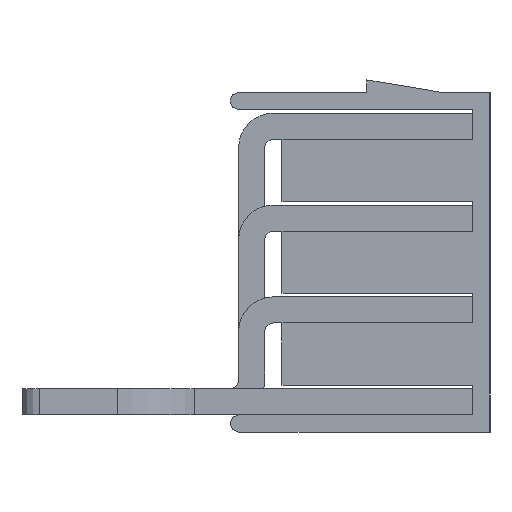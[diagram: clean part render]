
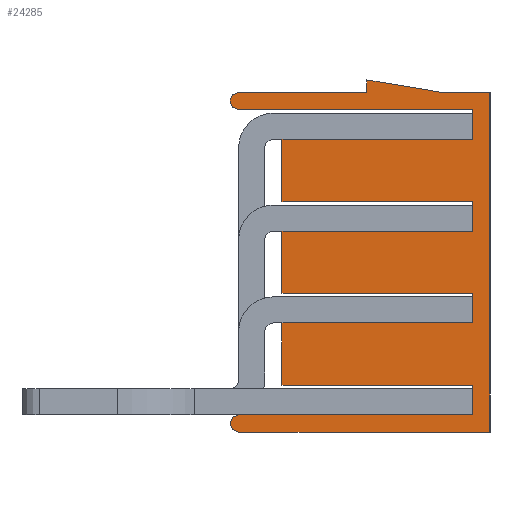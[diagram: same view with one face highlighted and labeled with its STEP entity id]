
A CAD part, left-side view. The second image highlights one B-rep face of the part: STEP entity #24285.
In plain terms, the highlighted planar face has unit normal (-1, 0, 0).
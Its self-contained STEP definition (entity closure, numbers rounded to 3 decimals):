
#18=CARTESIAN_POINT('',(-500.,7.4,9.3));
#19=DIRECTION('',(1.,0.,0.));
#20=DIRECTION('',(0.,0.,-1.));
#21=AXIS2_PLACEMENT_3D('',#18,#19,#20);
#23=DIRECTION('',(0.,-0.986,-0.164));
#24=VECTOR('',#23,4.362);
#25=CARTESIAN_POINT('',(-500.,0.,10.517));
#26=LINE('',#25,#24);
#27=CARTESIAN_POINT('',(-500.,7.4,-9.3));
#28=DIRECTION('',(1.,0.,0.));
#29=DIRECTION('',(0.,0.,-1.));
#30=AXIS2_PLACEMENT_3D('',#27,#28,#29);
#326=DIRECTION('',(0.,1.,0.));
#327=VECTOR('',#326,11.);
#328=CARTESIAN_POINT('',(-500.,-6.1,7.1));
#329=LINE('',#328,#327);
#446=DIRECTION('',(0.,0.,-1.));
#447=VECTOR('',#446,3.6);
#448=CARTESIAN_POINT('',(-500.,4.9,7.1));
#449=LINE('',#448,#447);
#558=DIRECTION('',(0.,-1.,0.));
#559=VECTOR('',#558,11.);
#560=CARTESIAN_POINT('',(-500.,4.9,3.5));
#561=LINE('',#560,#559);
#578=DIRECTION('',(0.,0.,-1.));
#579=VECTOR('',#578,1.7);
#580=CARTESIAN_POINT('',(-500.,-6.1,3.5));
#581=LINE('',#580,#579);
#1066=DIRECTION('',(0.,1.,0.));
#1067=VECTOR('',#1066,11.);
#1068=CARTESIAN_POINT('',(-500.,-6.1,1.8));
#1069=LINE('',#1068,#1067);
#1186=DIRECTION('',(0.,0.,-1.));
#1187=VECTOR('',#1186,3.6);
#1188=CARTESIAN_POINT('',(-500.,4.9,1.8));
#1189=LINE('',#1188,#1187);
#1298=DIRECTION('',(0.,-1.,0.));
#1299=VECTOR('',#1298,11.);
#1300=CARTESIAN_POINT('',(-500.,4.9,-1.8));
#1301=LINE('',#1300,#1299);
#1318=DIRECTION('',(0.,0.,-1.));
#1319=VECTOR('',#1318,1.7);
#1320=CARTESIAN_POINT('',(-500.,-6.1,-1.8));
#1321=LINE('',#1320,#1319);
#1806=DIRECTION('',(0.,1.,0.));
#1807=VECTOR('',#1806,11.);
#1808=CARTESIAN_POINT('',(-500.,-6.1,-3.5));
#1809=LINE('',#1808,#1807);
#1926=DIRECTION('',(0.,0.,-1.));
#1927=VECTOR('',#1926,3.6);
#1928=CARTESIAN_POINT('',(-500.,4.9,-3.5));
#1929=LINE('',#1928,#1927);
#2038=DIRECTION('',(0.,-1.,0.));
#2039=VECTOR('',#2038,11.);
#2040=CARTESIAN_POINT('',(-500.,4.9,-7.1));
#2041=LINE('',#2040,#2039);
#2058=DIRECTION('',(0.,0.,-1.));
#2059=VECTOR('',#2058,1.7);
#2060=CARTESIAN_POINT('',(-500.,-6.1,-7.1));
#2061=LINE('',#2060,#2059);
#2710=DIRECTION('',(0.,1.,0.));
#2711=VECTOR('',#2710,13.5);
#2712=CARTESIAN_POINT('',(-500.,-6.1,-8.8));
#2713=LINE('',#2712,#2711);
#5538=DIRECTION('',(0.,-1.,0.));
#5539=VECTOR('',#5538,7.6);
#5540=CARTESIAN_POINT('',(-500.,7.4,-9.8));
#5541=LINE('',#5540,#5539);
#5546=DIRECTION('',(0.,-1.,0.));
#5547=VECTOR('',#5546,6.9);
#5548=CARTESIAN_POINT('',(-500.,-0.2,-9.8));
#5549=LINE('',#5548,#5547);
#5554=DIRECTION('',(0.,0.,1.));
#5555=VECTOR('',#5554,19.6);
#5556=CARTESIAN_POINT('',(-500.,-7.1,-9.8));
#5557=LINE('',#5556,#5555);
#5562=DIRECTION('',(0.,1.,0.));
#5563=VECTOR('',#5562,2.797);
#5564=CARTESIAN_POINT('',(-500.,-7.1,9.8));
#5565=LINE('',#5564,#5563);
#5574=DIRECTION('',(0.,0.,-1.));
#5575=VECTOR('',#5574,0.717);
#5576=CARTESIAN_POINT('',(-500.,0.,10.517));
#5577=LINE('',#5576,#5575);
#5582=DIRECTION('',(0.,1.,0.));
#5583=VECTOR('',#5582,7.4);
#5584=CARTESIAN_POINT('',(-500.,0.,9.8));
#5585=LINE('',#5584,#5583);
#5594=DIRECTION('',(0.,-1.,0.));
#5595=VECTOR('',#5594,13.5);
#5596=CARTESIAN_POINT('',(-500.,7.4,8.8));
#5597=LINE('',#5596,#5595);
#5618=DIRECTION('',(0.,0.,-1.));
#5619=VECTOR('',#5618,1.7);
#5620=CARTESIAN_POINT('',(-500.,-6.1,8.8));
#5621=LINE('',#5620,#5619);
#18566=CARTESIAN_POINT('',(-500.,-6.1,7.1));
#18567=CARTESIAN_POINT('',(-500.,4.9,7.1));
#18568=VERTEX_POINT('',#18566);
#18569=VERTEX_POINT('',#18567);
#18570=CARTESIAN_POINT('',(-500.,-6.1,8.8));
#18571=VERTEX_POINT('',#18570);
#18572=CARTESIAN_POINT('',(-500.,7.4,8.8));
#18573=VERTEX_POINT('',#18572);
#18574=CARTESIAN_POINT('',(-500.,7.4,9.8));
#18575=VERTEX_POINT('',#18574);
#18576=CARTESIAN_POINT('',(-500.,0.,9.8));
#18577=VERTEX_POINT('',#18576);
#18578=CARTESIAN_POINT('',(-500.,0.,10.517));
#18579=VERTEX_POINT('',#18578);
#18580=CARTESIAN_POINT('',(-500.,-4.303,9.8));
#18581=VERTEX_POINT('',#18580);
#18582=CARTESIAN_POINT('',(-500.,-7.1,9.8));
#18583=VERTEX_POINT('',#18582);
#18584=CARTESIAN_POINT('',(-500.,-7.1,-9.8));
#18585=VERTEX_POINT('',#18584);
#18586=CARTESIAN_POINT('',(-500.,-0.2,-9.8));
#18587=VERTEX_POINT('',#18586);
#18588=CARTESIAN_POINT('',(-500.,7.4,-9.8));
#18589=VERTEX_POINT('',#18588);
#18590=CARTESIAN_POINT('',(-500.,7.4,-8.8));
#18591=VERTEX_POINT('',#18590);
#18592=CARTESIAN_POINT('',(-500.,-6.1,-8.8));
#18593=VERTEX_POINT('',#18592);
#18594=CARTESIAN_POINT('',(-500.,-6.1,-7.1));
#18595=VERTEX_POINT('',#18594);
#18596=CARTESIAN_POINT('',(-500.,4.9,-7.1));
#18597=VERTEX_POINT('',#18596);
#18598=CARTESIAN_POINT('',(-500.,4.9,-3.5));
#18599=VERTEX_POINT('',#18598);
#18600=CARTESIAN_POINT('',(-500.,-6.1,-3.5));
#18601=VERTEX_POINT('',#18600);
#18602=CARTESIAN_POINT('',(-500.,-6.1,-1.8));
#18603=VERTEX_POINT('',#18602);
#18604=CARTESIAN_POINT('',(-500.,4.9,-1.8));
#18605=VERTEX_POINT('',#18604);
#18606=CARTESIAN_POINT('',(-500.,4.9,1.8));
#18607=VERTEX_POINT('',#18606);
#18608=CARTESIAN_POINT('',(-500.,-6.1,1.8));
#18609=VERTEX_POINT('',#18608);
#18610=CARTESIAN_POINT('',(-500.,-6.1,3.5));
#18611=VERTEX_POINT('',#18610);
#18612=CARTESIAN_POINT('',(-500.,4.9,3.5));
#18613=VERTEX_POINT('',#18612);
#24230=CARTESIAN_POINT('',(-500.,0.403,0.359));
#24231=DIRECTION('',(1.,0.,0.));
#24232=DIRECTION('',(0.,0.,-1.));
#24233=AXIS2_PLACEMENT_3D('',#24230,#24231,#24232);
#24234=PLANE('',#24233);
#24236=ORIENTED_EDGE('',*,*,#24235,.F.);
#24238=ORIENTED_EDGE('',*,*,#24237,.F.);
#24240=ORIENTED_EDGE('',*,*,#24239,.F.);
#24242=ORIENTED_EDGE('',*,*,#24241,.T.);
#24244=ORIENTED_EDGE('',*,*,#24243,.F.);
#24246=ORIENTED_EDGE('',*,*,#24245,.F.);
#24248=ORIENTED_EDGE('',*,*,#24247,.T.);
#24250=ORIENTED_EDGE('',*,*,#24249,.F.);
#24252=ORIENTED_EDGE('',*,*,#24251,.F.);
#24254=ORIENTED_EDGE('',*,*,#24253,.F.);
#24256=ORIENTED_EDGE('',*,*,#24255,.F.);
#24258=ORIENTED_EDGE('',*,*,#24257,.T.);
#24260=ORIENTED_EDGE('',*,*,#24259,.F.);
#24262=ORIENTED_EDGE('',*,*,#24261,.F.);
#24264=ORIENTED_EDGE('',*,*,#24263,.F.);
#24266=ORIENTED_EDGE('',*,*,#24265,.F.);
#24268=ORIENTED_EDGE('',*,*,#24267,.F.);
#24270=ORIENTED_EDGE('',*,*,#24269,.F.);
#24272=ORIENTED_EDGE('',*,*,#24271,.F.);
#24274=ORIENTED_EDGE('',*,*,#24273,.F.);
#24276=ORIENTED_EDGE('',*,*,#24275,.F.);
#24278=ORIENTED_EDGE('',*,*,#24277,.F.);
#24280=ORIENTED_EDGE('',*,*,#24279,.F.);
#24282=ORIENTED_EDGE('',*,*,#24281,.F.);
#24283=EDGE_LOOP('',(#24236,#24238,#24240,#24242,#24244,#24246,#24248,#24250,
#24252,#24254,#24256,#24258,#24260,#24262,#24264,#24266,#24268,#24270,#24272,
#24274,#24276,#24278,#24280,#24282));
#24284=FACE_OUTER_BOUND('',#24283,.F.);
#22=CIRCLE('',#21,0.5);
#31=CIRCLE('',#30,0.5);
#24235=EDGE_CURVE('',#18568,#18569,#329,.T.);
#24237=EDGE_CURVE('',#18571,#18568,#5621,.T.);
#24239=EDGE_CURVE('',#18573,#18571,#5597,.T.);
#24241=EDGE_CURVE('',#18573,#18575,#22,.T.);
#24243=EDGE_CURVE('',#18577,#18575,#5585,.T.);
#24245=EDGE_CURVE('',#18579,#18577,#5577,.T.);
#24247=EDGE_CURVE('',#18579,#18581,#26,.T.);
#24249=EDGE_CURVE('',#18583,#18581,#5565,.T.);
#24251=EDGE_CURVE('',#18585,#18583,#5557,.T.);
#24253=EDGE_CURVE('',#18587,#18585,#5549,.T.);
#24255=EDGE_CURVE('',#18589,#18587,#5541,.T.);
#24257=EDGE_CURVE('',#18589,#18591,#31,.T.);
#24259=EDGE_CURVE('',#18593,#18591,#2713,.T.);
#24261=EDGE_CURVE('',#18595,#18593,#2061,.T.);
#24263=EDGE_CURVE('',#18597,#18595,#2041,.T.);
#24265=EDGE_CURVE('',#18599,#18597,#1929,.T.);
#24267=EDGE_CURVE('',#18601,#18599,#1809,.T.);
#24269=EDGE_CURVE('',#18603,#18601,#1321,.T.);
#24271=EDGE_CURVE('',#18605,#18603,#1301,.T.);
#24273=EDGE_CURVE('',#18607,#18605,#1189,.T.);
#24275=EDGE_CURVE('',#18609,#18607,#1069,.T.);
#24277=EDGE_CURVE('',#18611,#18609,#581,.T.);
#24279=EDGE_CURVE('',#18613,#18611,#561,.T.);
#24281=EDGE_CURVE('',#18569,#18613,#449,.T.);
#24285=ADVANCED_FACE('',(#24284),#24234,.F.);
